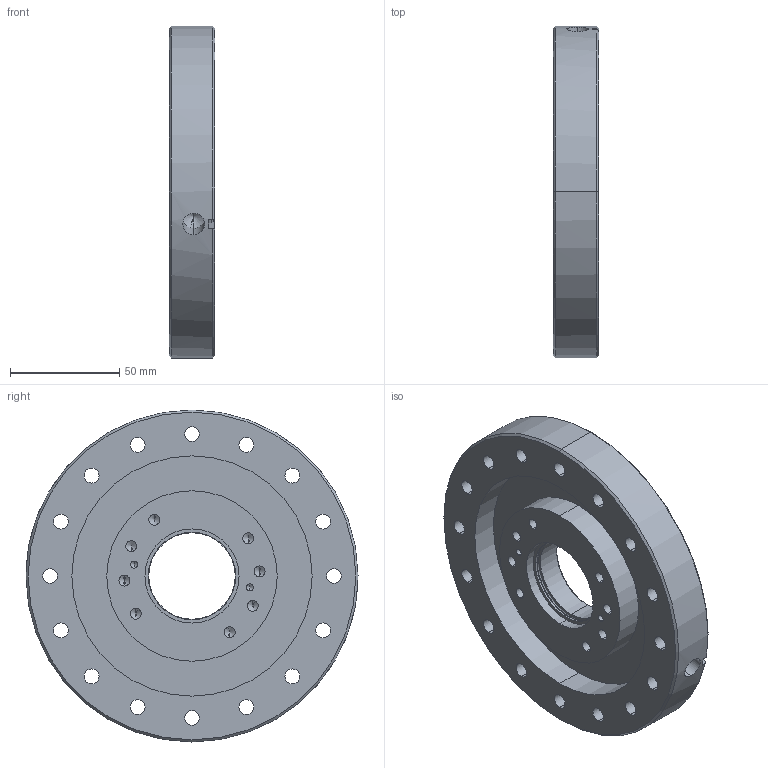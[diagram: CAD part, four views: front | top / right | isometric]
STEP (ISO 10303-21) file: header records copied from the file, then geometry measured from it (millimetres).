
FILE_DESCRIPTION (( 'STEP AP203' ), '1' );
FILE_NAME ('1112325_A.STEP', '2024-04-02T01:42:35', ( '' ), ( '' ), 'SwSTEP 2.0', 'SolidWorks 2022', '' );
FILE_SCHEMA (( 'CONFIG_CONTROL_DESIGN' ));
Length unit declared in the file: inch
Products named in the file (1): 1112325_A
Bounding box: 21.01 x 151.99 x 151.99 mm (x, y, z)
Volume: 264875.7 mm3; surface area: 62646.6 mm2
Topology: 1 solids, 1 shells, 138 faces, 348 edges, 207 vertices
Faces by surface type: cylinder 78, cone 33, plane 19, torus 8
Entity records: 4302 total; most frequent: CARTESIAN_POINT 832, DIRECTION 775, ORIENTED_EDGE 648, EDGE_CURVE 324, AXIS2_PLACEMENT_3D 322, VERTEX_POINT 207, EDGE_LOOP 191, CIRCLE 183
